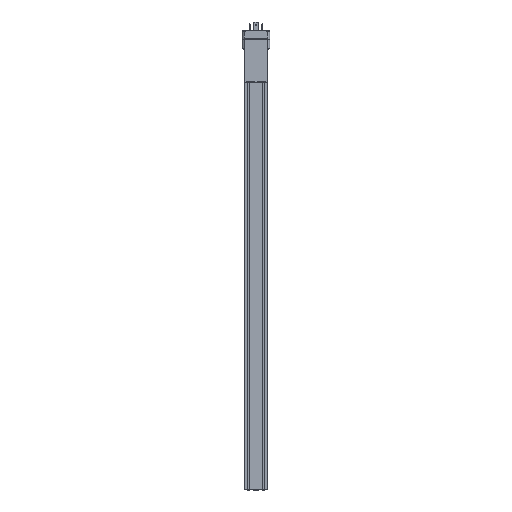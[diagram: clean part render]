
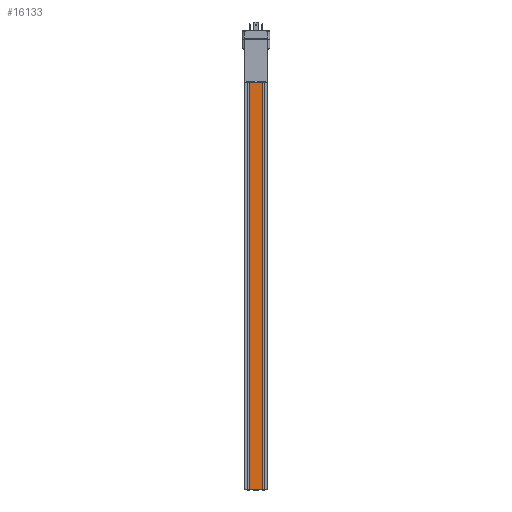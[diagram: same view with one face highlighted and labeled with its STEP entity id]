
A CAD part, front view. The second image highlights one B-rep face of the part: STEP entity #16133.
In plain terms, the highlighted planar face has unit normal (0, -1, 0).
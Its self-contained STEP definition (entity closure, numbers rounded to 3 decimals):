
#92 = EDGE_CURVE ( 'NONE', #18641, #19298, #2091, .T. ) ;
#374 = CARTESIAN_POINT ( 'NONE',  ( 9., 0., 0. ) ) ;
#789 = PLANE ( 'NONE',  #18871 ) ;
#1096 = EDGE_LOOP ( 'NONE', ( #3750, #5706, #9108, #11609 ) ) ;
#1207 = CARTESIAN_POINT ( 'NONE',  ( 9., 0., -579.5 ) ) ;
#1368 = CARTESIAN_POINT ( 'NONE',  ( 9., 0., -579.5 ) ) ;
#1502 = DIRECTION ( 'NONE',  ( 1., 0., 0. ) ) ;
#2085 = DIRECTION ( 'NONE',  ( 1., 0., 0. ) ) ;
#2091 = LINE ( 'NONE', #14493, #10762 ) ;
#2716 = LINE ( 'NONE', #1207, #12025 ) ;
#3235 = CARTESIAN_POINT ( 'NONE',  ( -9., 0., 0. ) ) ;
#3675 = CARTESIAN_POINT ( 'NONE',  ( -9., 0., -579.5 ) ) ;
#3750 = ORIENTED_EDGE ( 'NONE', *, *, #9112, .F. ) ;
#4133 = VERTEX_POINT ( 'NONE', #5138 ) ;
#5138 = CARTESIAN_POINT ( 'NONE',  ( 9., 0., 0. ) ) ;
#5706 = ORIENTED_EDGE ( 'NONE', *, *, #92, .F. ) ;
#6756 = CARTESIAN_POINT ( 'NONE',  ( 9., 0., -579.5 ) ) ;
#7007 = CARTESIAN_POINT ( 'NONE',  ( 9., 0., -579.5 ) ) ;
#8367 = VECTOR ( 'NONE', #15258, 1000. ) ;
#9108 = ORIENTED_EDGE ( 'NONE', *, *, #13285, .T. ) ;
#9112 = EDGE_CURVE ( 'NONE', #19298, #4133, #13797, .T. ) ;
#9374 = EDGE_CURVE ( 'NONE', #9617, #4133, #14880, .T. ) ;
#9617 = VERTEX_POINT ( 'NONE', #7007 ) ;
#10762 = VECTOR ( 'NONE', #17497, 1000. ) ;
#11609 = ORIENTED_EDGE ( 'NONE', *, *, #9374, .T. ) ;
#12025 = VECTOR ( 'NONE', #1502, 1000. ) ;
#12889 = DIRECTION ( 'NONE',  ( 0., -1., 0. ) ) ;
#13285 = EDGE_CURVE ( 'NONE', #18641, #9617, #2716, .T. ) ;
#13797 = LINE ( 'NONE', #374, #19932 ) ;
#14493 = CARTESIAN_POINT ( 'NONE',  ( -9., 0., -579.5 ) ) ;
#14510 = DIRECTION ( 'NONE',  ( 0., 0., -1. ) ) ;
#14597 = FACE_OUTER_BOUND ( 'NONE', #1096, .T. ) ;
#14880 = LINE ( 'NONE', #1368, #8367 ) ;
#15258 = DIRECTION ( 'NONE',  ( 0., 0., 1. ) ) ;
#16133 = ADVANCED_FACE ( 'NONE', ( #14597 ), #789, .T. ) ;
#17497 = DIRECTION ( 'NONE',  ( 0., 0., 1. ) ) ;
#18641 = VERTEX_POINT ( 'NONE', #3675 ) ;
#18871 = AXIS2_PLACEMENT_3D ( 'NONE', #6756, #12889, #14510 ) ;
#19298 = VERTEX_POINT ( 'NONE', #3235 ) ;
#19932 = VECTOR ( 'NONE', #2085, 1000. ) ;
